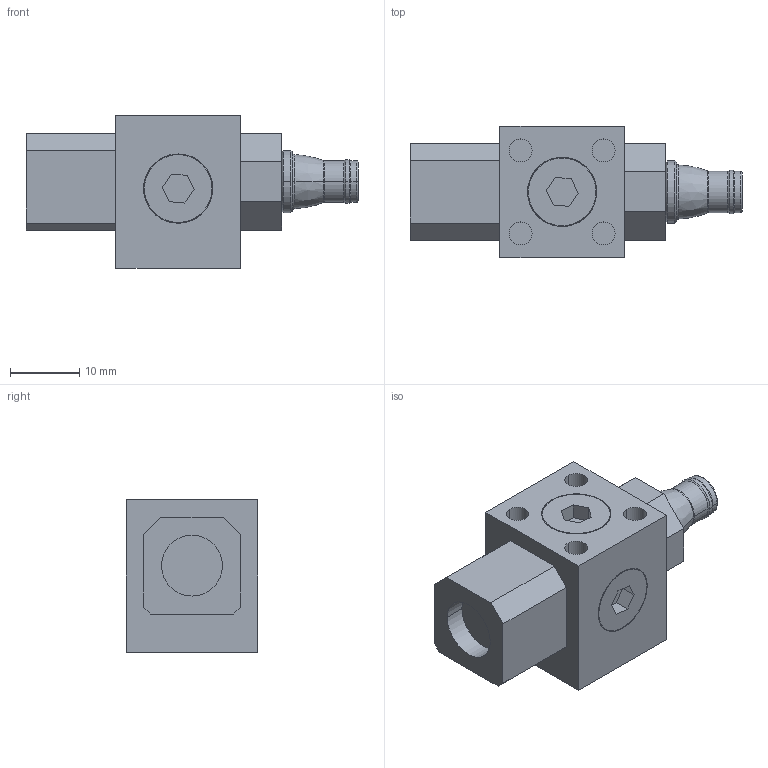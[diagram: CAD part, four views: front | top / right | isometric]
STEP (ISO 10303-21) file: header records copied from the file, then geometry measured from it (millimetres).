
FILE_DESCRIPTION((''),'2;1');
FILE_NAME('10_02_01_01715','2022-03-17T19:14:23',('haum'),(''),'CREO PARAMETRIC BY PTC INC, 2021184','CREO PARAMETRIC BY PTC INC, 2021184','');
FILE_SCHEMA(('AUTOMOTIVE_DESIGN { 1 0 10303 214 1 1 1 1 }'));
Length unit declared in the file: millimetre
Products named in the file (1): 10_02_01_01715
Bounding box: 48 x 19 x 22 mm (x, y, z)
Volume: 10481.9 mm3; surface area: 4643.7 mm2
Topology: 1 solids, 6 shells, 181 faces, 414 edges, 258 vertices
Faces by surface type: plane 75, cylinder 50, torus 34, cone 20, bspline 2
Entity records: 6829 total; most frequent: DIRECTION 971, CARTESIAN_POINT 971, ORIENTED_EDGE 828, EDGE_CURVE 414, AXIS2_PLACEMENT_3D 380, VERTEX_POINT 258, VECTOR 208, LINE 208
